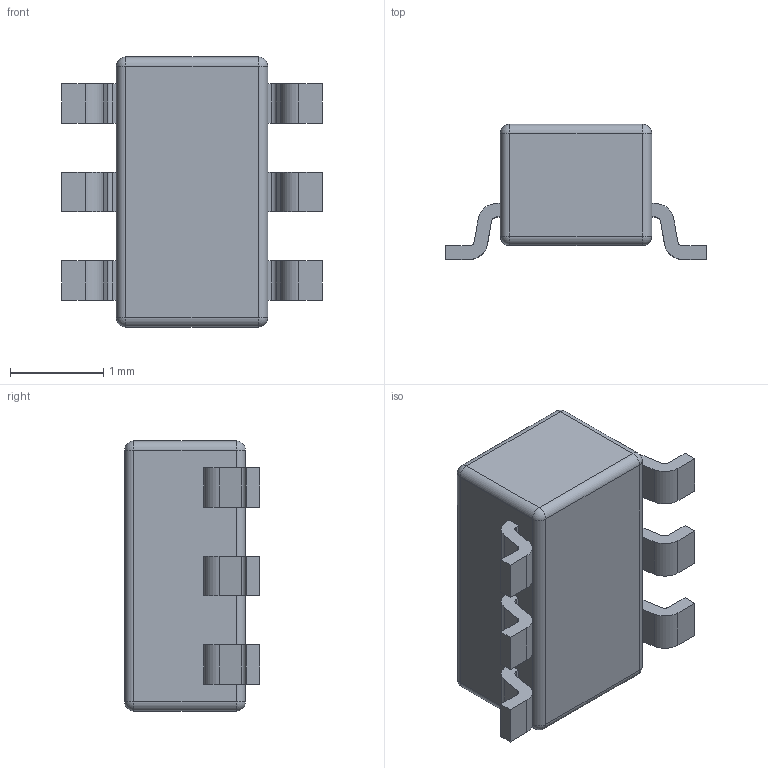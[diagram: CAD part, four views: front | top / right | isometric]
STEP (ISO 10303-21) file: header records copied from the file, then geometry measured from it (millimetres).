
FILE_DESCRIPTION (( 'STEP AP214' ), '1' );
FILE_NAME ('LT1616ES6#TRMPBF.STEP', '2020-08-26T07:05:50', ( '' ), ( '' ), 'SwSTEP 2.0', 'SolidWorks 2017', '' );
FILE_SCHEMA (( 'AUTOMOTIVE_DESIGN' ));
Length unit declared in the file: millimetre
Products named in the file (1): LT1616ES6#TRMPBF
Bounding box: 2.8 x 1.45 x 2.9 mm (x, y, z)
Volume: 6.4 mm3; surface area: 27.3 mm2
Topology: 8 solids, 8 shells, 117 faces, 284 edges, 176 vertices
Faces by surface type: plane 69, cylinder 40, sphere 8
Entity records: 3435 total; most frequent: DIRECTION 592, CARTESIAN_POINT 570, ORIENTED_EDGE 552, EDGE_CURVE 276, AXIS2_PLACEMENT_3D 198, VECTOR 196, LINE 196, VERTEX_POINT 176
